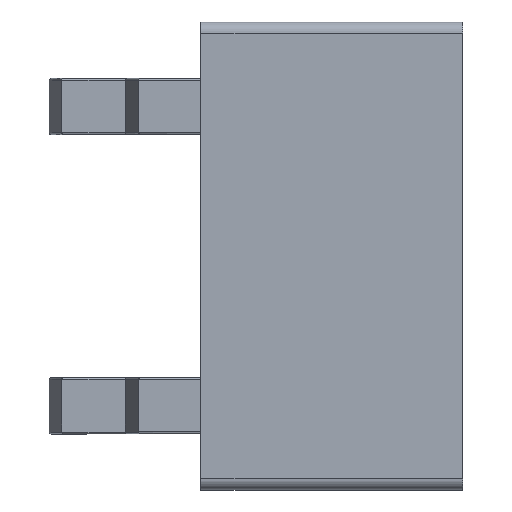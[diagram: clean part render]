
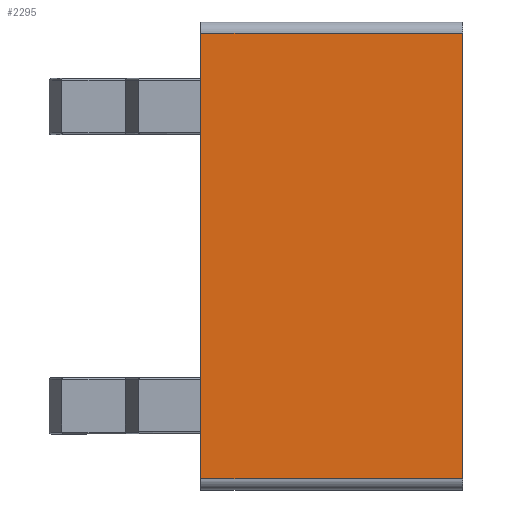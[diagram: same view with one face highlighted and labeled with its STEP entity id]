
A CAD part, top view. The second image highlights one B-rep face of the part: STEP entity #2295.
In plain terms, the highlighted planar face has unit normal (0, 0, 1).
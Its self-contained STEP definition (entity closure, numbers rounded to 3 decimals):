
#78=PLANE('',#2523);
#187=FACE_OUTER_BOUND('',#333,.T.);
#333=EDGE_LOOP('',(#1817,#1818,#1819,#1820));
#646=LINE('',#3714,#866);
#651=LINE('',#3726,#871);
#658=LINE('',#3762,#878);
#659=LINE('',#3764,#879);
#866=VECTOR('',#2989,10.);
#871=VECTOR('',#3000,10.);
#878=VECTOR('',#3037,10.);
#879=VECTOR('',#3040,10.);
#1074=VERTEX_POINT('',#3711);
#1075=VERTEX_POINT('',#3713);
#1079=VERTEX_POINT('',#3725);
#1092=VERTEX_POINT('',#3758);
#1335=EDGE_CURVE('',#1074,#1075,#646,.T.);
#1341=EDGE_CURVE('',#1075,#1079,#651,.T.);
#1361=EDGE_CURVE('',#1079,#1092,#658,.T.);
#1362=EDGE_CURVE('',#1074,#1092,#659,.T.);
#1817=ORIENTED_EDGE('',*,*,#1335,.F.);
#1818=ORIENTED_EDGE('',*,*,#1362,.T.);
#1819=ORIENTED_EDGE('',*,*,#1361,.F.);
#1820=ORIENTED_EDGE('',*,*,#1341,.F.);
#2295=ADVANCED_FACE('',(#187),#78,.T.);
#2523=AXIS2_PLACEMENT_3D('',#3763,#3038,#3039);
#2989=DIRECTION('',(-1.,0.,0.));
#3000=DIRECTION('',(0.,1.,0.));
#3037=DIRECTION('',(1.,0.,0.));
#3038=DIRECTION('center_axis',(0.,0.,1.));
#3039=DIRECTION('ref_axis',(1.,0.,0.));
#3040=DIRECTION('',(0.,1.,0.));
#3711=CARTESIAN_POINT('',(0.,3.,32.));
#3713=CARTESIAN_POINT('',(-70.,3.,32.));
#3714=CARTESIAN_POINT('',(-62.635,3.,32.));
#3725=CARTESIAN_POINT('',(-70.,122.,32.));
#3726=CARTESIAN_POINT('',(-70.,0.,32.));
#3758=CARTESIAN_POINT('',(0.,122.,32.));
#3762=CARTESIAN_POINT('',(-62.635,122.,32.));
#3763=CARTESIAN_POINT('Origin',(-70.,0.,32.));
#3764=CARTESIAN_POINT('',(0.,0.,32.));
